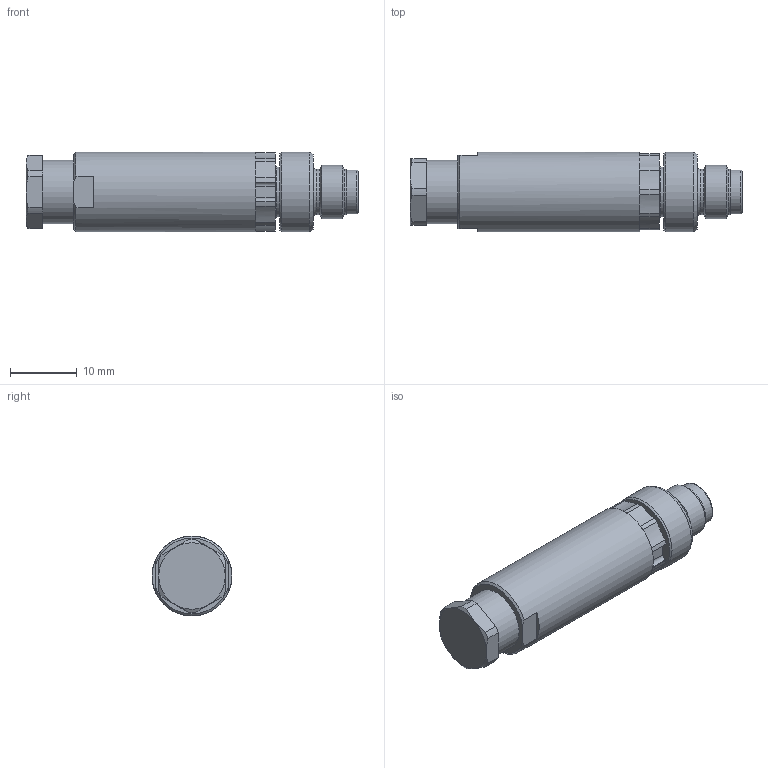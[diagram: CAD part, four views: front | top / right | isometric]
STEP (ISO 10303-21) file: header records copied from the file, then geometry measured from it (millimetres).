
FILE_DESCRIPTION(/* description */ (''),/* implementation_level */ '2;1');
FILE_NAME(/* name */ '99_3379_100_03_001_01.stp',/* time_stamp */ '2016-04-07T16:22:28+02:00',/* author */ (''),/* organization */ (''),/* preprocessor_version */ 'ST-DEVELOPER v14',/* originating_system */ 'SIEMENS PLM Software NX 8.0',/* authorisation */ '');
FILE_SCHEMA (('AUTOMOTIVE_DESIGN { 1 0 10303 214 3 1 1 1 }'));
Length unit declared in the file: millimetre
Products named in the file (1): cerl0C24859595dv
Bounding box: 49.9 x 12 x 12 mm (x, y, z)
Volume: 4638.5 mm3; surface area: 2350.6 mm2
Topology: 1 solids, 1 shells, 113 faces, 313 edges, 197 vertices
Faces by surface type: cylinder 54, plane 38, cone 14, torus 4, bspline 3
Full cylindrical faces by diameter (mm): 1 x3, 5.8 x1, 6.6 x1, 6.85 x2, 7.5 x1, 8 x1, 9.5 x1, 11 x1, 12 x2
Entity records: 3599 total; most frequent: CARTESIAN_POINT 707, DIRECTION 658, ORIENTED_EDGE 554, AXIS2_PLACEMENT_3D 286, EDGE_CURVE 277, VERTEX_POINT 187, CIRCLE 175, EDGE_LOOP 154
